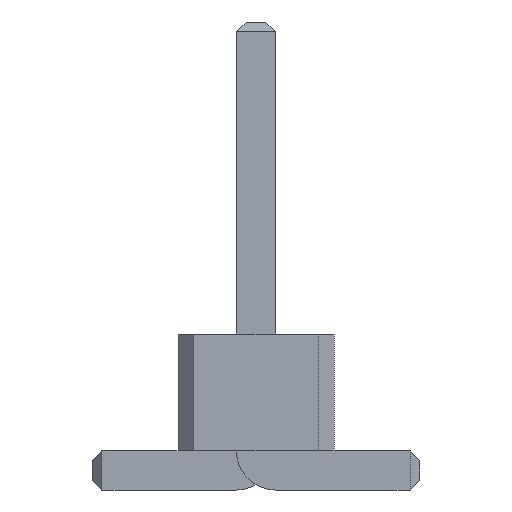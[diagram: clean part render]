
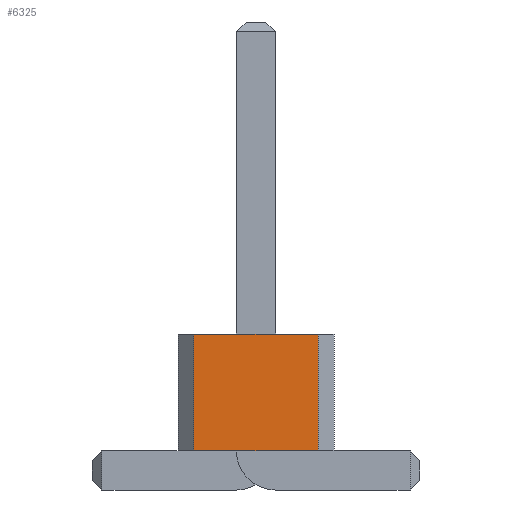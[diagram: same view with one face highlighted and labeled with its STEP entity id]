
A CAD part, front view. The second image highlights one B-rep face of the part: STEP entity #6325.
In plain terms, the highlighted planar face has unit normal (0, -1, 0).
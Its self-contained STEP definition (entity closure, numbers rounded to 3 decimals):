
#1190 = VERTEX_POINT('',#1191);
#1191 = CARTESIAN_POINT('',(0.8,-22.,0.5));
#1197 = EDGE_CURVE('',#1198,#1190,#1200,.T.);
#1198 = VERTEX_POINT('',#1199);
#1199 = CARTESIAN_POINT('',(-0.8,-22.,0.5));
#1200 = LINE('',#1201,#1202);
#1201 = CARTESIAN_POINT('',(-0.8,-22.,0.5));
#1202 = VECTOR('',#1203,1.);
#1203 = DIRECTION('',(1.,0.,0.));
#2766 = VERTEX_POINT('',#2767);
#2767 = CARTESIAN_POINT('',(0.8,-22.,2.));
#2773 = EDGE_CURVE('',#2774,#2766,#2776,.T.);
#2774 = VERTEX_POINT('',#2775);
#2775 = CARTESIAN_POINT('',(-0.8,-22.,2.));
#2776 = LINE('',#2777,#2778);
#2777 = CARTESIAN_POINT('',(-0.8,-22.,2.));
#2778 = VECTOR('',#2779,1.);
#2779 = DIRECTION('',(1.,0.,0.));
#6314 = EDGE_CURVE('',#1198,#2774,#6315,.T.);
#6315 = LINE('',#6316,#6317);
#6316 = CARTESIAN_POINT('',(-0.8,-22.,0.5));
#6317 = VECTOR('',#6318,1.);
#6318 = DIRECTION('',(0.,0.,1.));
#6325 = ADVANCED_FACE('',(#6326),#6337,.F.);
#6326 = FACE_BOUND('',#6327,.F.);
#6327 = EDGE_LOOP('',(#6328,#6329,#6330,#6336));
#6328 = ORIENTED_EDGE('',*,*,#6314,.T.);
#6329 = ORIENTED_EDGE('',*,*,#2773,.T.);
#6330 = ORIENTED_EDGE('',*,*,#6331,.F.);
#6331 = EDGE_CURVE('',#1190,#2766,#6332,.T.);
#6332 = LINE('',#6333,#6334);
#6333 = CARTESIAN_POINT('',(0.8,-22.,0.5));
#6334 = VECTOR('',#6335,1.);
#6335 = DIRECTION('',(0.,0.,1.));
#6336 = ORIENTED_EDGE('',*,*,#1197,.F.);
#6337 = PLANE('',#6338);
#6338 = AXIS2_PLACEMENT_3D('',#6339,#6340,#6341);
#6339 = CARTESIAN_POINT('',(-0.8,-22.,0.5));
#6340 = DIRECTION('',(0.,1.,0.));
#6341 = DIRECTION('',(1.,0.,0.));
